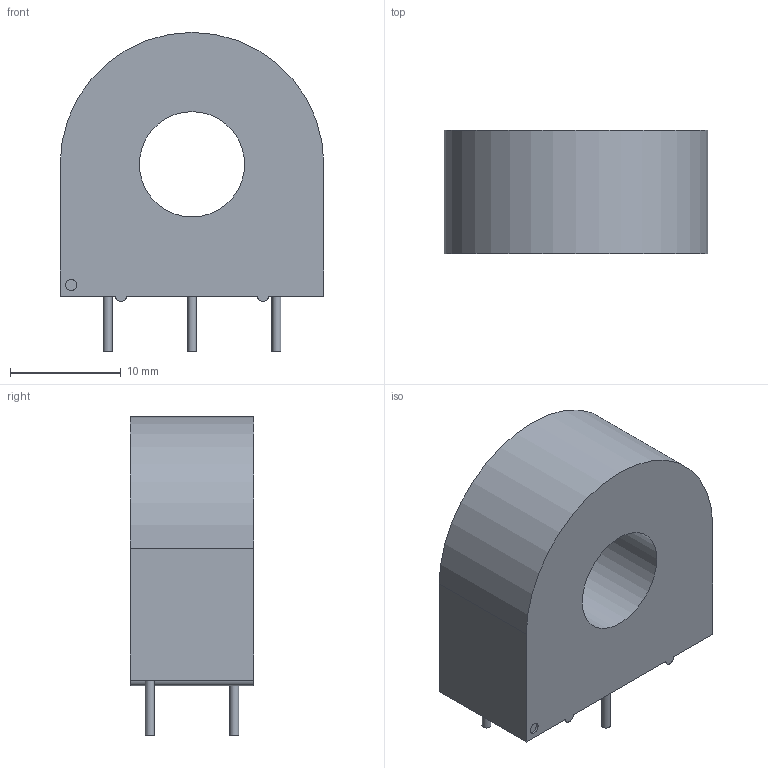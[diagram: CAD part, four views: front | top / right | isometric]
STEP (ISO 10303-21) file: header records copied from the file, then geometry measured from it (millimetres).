
FILE_DESCRIPTION(/* description */ (''),/* implementation_level */ '2;1');
FILE_NAME(/* name */ 'AC1005_AC1010_AC1015_AC1020.step',/* time_stamp */ '2022-06-30T12:35:55+02:00',/* author */ (''),/* organization */ (''),/* preprocessor_version */ 'ST-DEVELOPER v19',/* originating_system */ 'Autodesk Translation Framework v11.7.0.108',/* authorisation */ '');
FILE_SCHEMA (('AUTOMOTIVE_DESIGN { 1 0 10303 214 3 1 1 }'));
Length unit declared in the file: millimetre
Products named in the file (1): AC1005/AC1010/AC1015/AC1020
Bounding box: 23.8 x 11.12 x 28.8 mm (x, y, z)
Volume: 4700.3 mm3; surface area: 2240.4 mm2
Topology: 1 solids, 1 shells, 35 faces, 79 edges, 50 vertices
Faces by surface type: plane 16, cylinder 15, torus 2, sphere 2
Full cylindrical faces by diameter (mm): 0.813 x3, 1 x1, 9.5 x1, 10.5 x1
Entity records: 1316 total; most frequent: CARTESIAN_POINT 427, DIRECTION 185, ORIENTED_EDGE 154, EDGE_CURVE 77, AXIS2_PLACEMENT_3D 73, VERTEX_POINT 50, EDGE_LOOP 43, LINE 39
